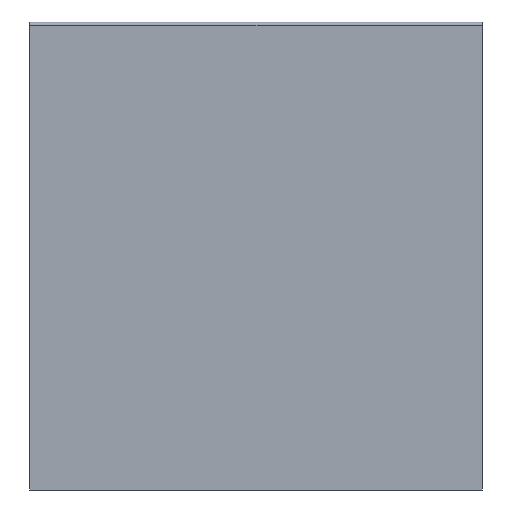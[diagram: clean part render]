
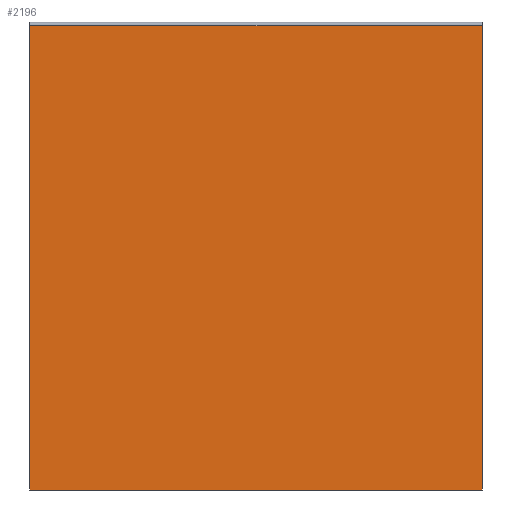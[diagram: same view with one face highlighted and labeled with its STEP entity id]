
A CAD part, left-side view. The second image highlights one B-rep face of the part: STEP entity #2196.
In plain terms, the highlighted planar face has unit normal (-1, 0, 0).
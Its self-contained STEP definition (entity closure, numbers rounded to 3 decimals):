
#55=PLANE('',#2449);
#165=FACE_OUTER_BOUND('',#277,.T.);
#277=EDGE_LOOP('',(#1976,#1977,#1978,#1979));
#341=LINE('',#3382,#545);
#348=LINE('',#3398,#552);
#395=LINE('',#3611,#599);
#494=LINE('',#3793,#698);
#545=VECTOR('',#2652,10.);
#552=VECTOR('',#2667,10.);
#599=VECTOR('',#2842,10.);
#698=VECTOR('',#3107,10.);
#937=VERTEX_POINT('',#3379);
#938=VERTEX_POINT('',#3381);
#942=VERTEX_POINT('',#3395);
#943=VERTEX_POINT('',#3397);
#1159=EDGE_CURVE('',#937,#938,#341,.T.);
#1167=EDGE_CURVE('',#943,#942,#348,.T.);
#1275=EDGE_CURVE('',#943,#937,#395,.T.);
#1374=EDGE_CURVE('',#938,#942,#494,.T.);
#1976=ORIENTED_EDGE('',*,*,#1275,.F.);
#1977=ORIENTED_EDGE('',*,*,#1167,.T.);
#1978=ORIENTED_EDGE('',*,*,#1374,.F.);
#1979=ORIENTED_EDGE('',*,*,#1159,.F.);
#2196=ADVANCED_FACE('',(#165),#55,.T.);
#2449=AXIS2_PLACEMENT_3D('',#3800,#3119,#3120);
#2652=DIRECTION('',(0.,0.,-1.));
#2667=DIRECTION('',(0.,0.,-1.));
#2842=DIRECTION('',(0.,-1.,0.));
#3107=DIRECTION('',(0.,1.,0.));
#3119=DIRECTION('center_axis',(-1.,0.,0.));
#3120=DIRECTION('ref_axis',(0.,0.,1.));
#3379=CARTESIAN_POINT('',(-30.,0.,29.5));
#3381=CARTESIAN_POINT('',(-30.,0.,-32.));
#3382=CARTESIAN_POINT('',(-30.,0.,-30.));
#3395=CARTESIAN_POINT('',(-30.,60.,-32.));
#3397=CARTESIAN_POINT('',(-30.,60.,29.5));
#3398=CARTESIAN_POINT('',(-30.,60.,-30.));
#3611=CARTESIAN_POINT('',(-30.,0.,29.5));
#3793=CARTESIAN_POINT('',(-30.,0.,-32.));
#3800=CARTESIAN_POINT('Origin',(-30.,0.,-30.));
